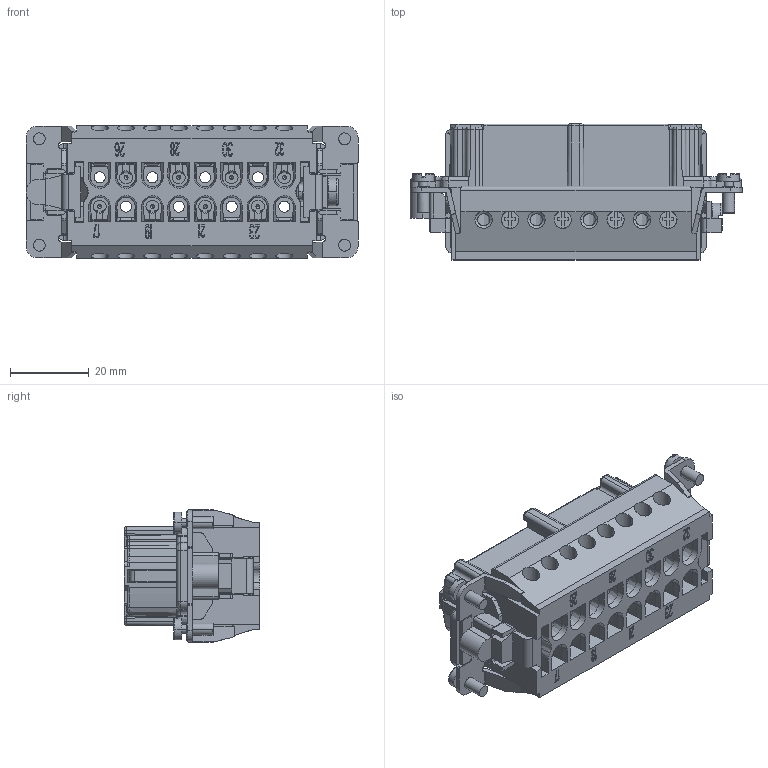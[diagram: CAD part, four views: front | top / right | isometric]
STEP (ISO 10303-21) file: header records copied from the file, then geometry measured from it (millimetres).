
FILE_DESCRIPTION((''),'2;1');
FILE_NAME('HVE-006-F','2017-07-31T',('tl.yang'),(''),'PRO/ENGINEER BY PARAMETRIC TECHNOLOGY CORPORATION, 2011500','PRO/ENGINEER BY PARAMETRIC TECHNOLOGY CORPORATION, 2011500','');
FILE_SCHEMA(('CONFIG_CONTROL_DESIGN'));
Products named in the file (1): HVE-006-F
Bounding box: 84.3 x 34.5 x 33.7 mm (x, y, z)
Volume: 40365.7 mm3; surface area: 31186.9 mm2
Topology: 1 solids, 2 shells, 3230 faces, 9228 edges, 6031 vertices
Faces by surface type: plane 2169, cylinder 649, bspline 242, cone 90, extrusion 48, torus 26, sphere 6
Entity records: 117655 total; most frequent: CARTESIAN_POINT 35151, ORIENTED_EDGE 18424, DIRECTION 15248, EDGE_CURVE 9212, VECTOR 6822, LINE 6774, VERTEX_POINT 6031, AXIS2_PLACEMENT_3D 4213
